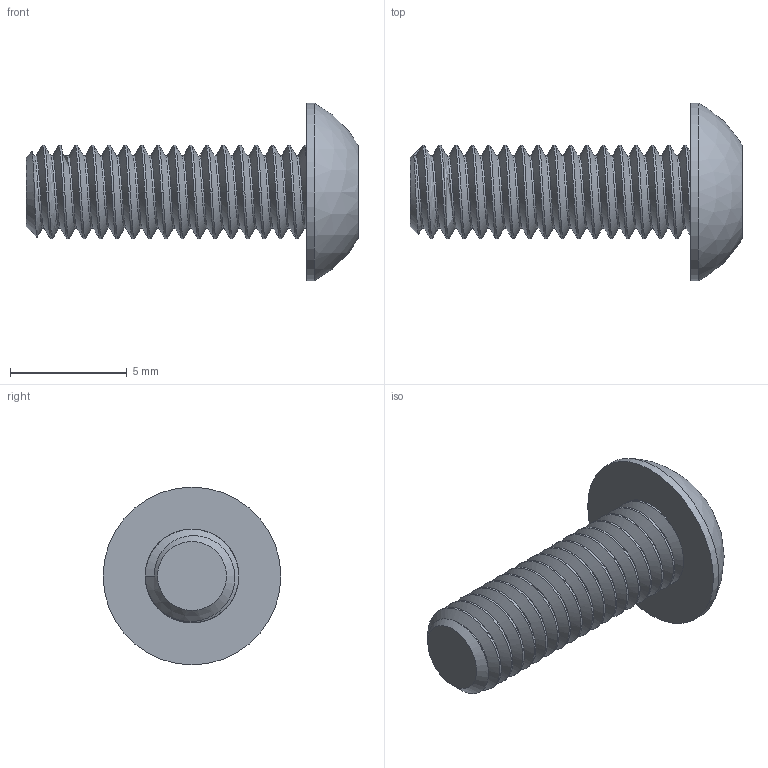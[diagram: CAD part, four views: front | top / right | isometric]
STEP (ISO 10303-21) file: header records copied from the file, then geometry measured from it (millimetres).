
FILE_DESCRIPTION(/* description */ (''),/* implementation_level */ '2;1');
FILE_NAME(/* name */ 'M4x12BHCS-0 v1.step',/* time_stamp */ '2020-09-14T12:04:32-04:00',/* author */ (''),/* organization */ (''),/* preprocessor_version */ 'ST-DEVELOPER v18.1',/* originating_system */ 'Autodesk Translation Framework v9.3.0.1241',/* authorisation */ '');
FILE_SCHEMA (('AUTOMOTIVE_DESIGN { 1 0 10303 214 3 1 1 }'));
Length unit declared in the file: millimetre
Products named in the file (2): M4x12BHCS-0; 92095A192
Assembly tree (1 placements, depth 2):
  M4x12BHCS-0
    92095A192
Bounding box: 14.2 x 7.6 x 7.6 mm (x, y, z)
Volume: 180.6 mm3; surface area: 381.5 mm2
Topology: 1 solids, 1 shells, 44 faces, 102 edges, 63 vertices
Faces by surface type: cylinder 21, plane 12, cone 7, bspline 3, sphere 1
Full cylindrical faces by diameter (mm): 4 x16, 7.6 x1
Entity records: 4343 total; most frequent: CARTESIAN_POINT 3394, ORIENTED_EDGE 204, DIRECTION 156, EDGE_CURVE 102, VERTEX_POINT 63, AXIS2_PLACEMENT_3D 58, EDGE_LOOP 47, FACE_OUTER_BOUND 44
